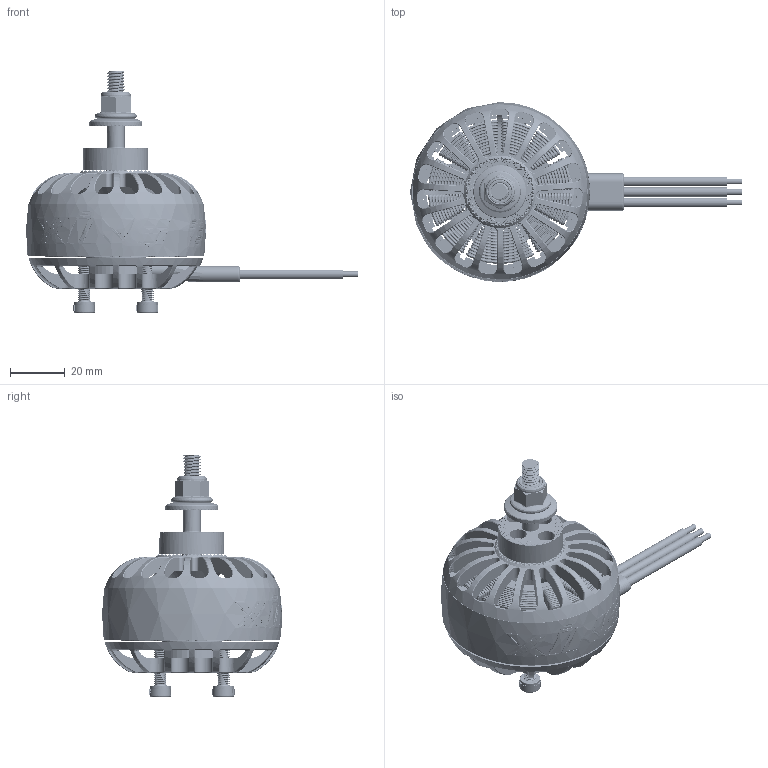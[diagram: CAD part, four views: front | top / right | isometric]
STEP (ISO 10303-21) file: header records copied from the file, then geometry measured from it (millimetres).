
FILE_DESCRIPTION(('FreeCAD Model'),'2;1');
FILE_NAME('Open CASCADE Shape Model','2025-04-26T19:49:41',('FreeCAD'),( 'FreeCAD'),'Open CASCADE STEP processor 7.6','FreeCAD','Unknown');
FILE_SCHEMA(('AUTOMOTIVE_DESIGN { 1 0 10303 214 1 1 1 1 }'));
Products named in the file (1): Open CASCADE STEP translator 7.6 1
Bounding box: 120.96 x 65.55 x 88.44 mm (x, y, z)
Volume: 90237.5 mm3; surface area: 67258 mm2
Topology: 34 solids, 34 shells, 8990 faces, 21906 edges, 13233 vertices
Faces by surface type: bspline 8990
Entity records: 394318 total; most frequent: CARTESIAN_POINT 266554, ORIENTED_EDGE 43812, EDGE_CURVE 21906, B_SPLINE_CURVE_WITH_KNOTS 16222, VERTEX_POINT 13233, FACE_BOUND 9335, EDGE_LOOP 9335, ADVANCED_FACE 8990
